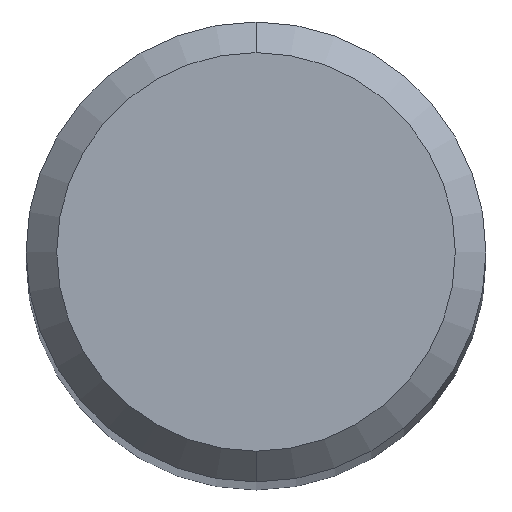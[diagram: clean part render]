
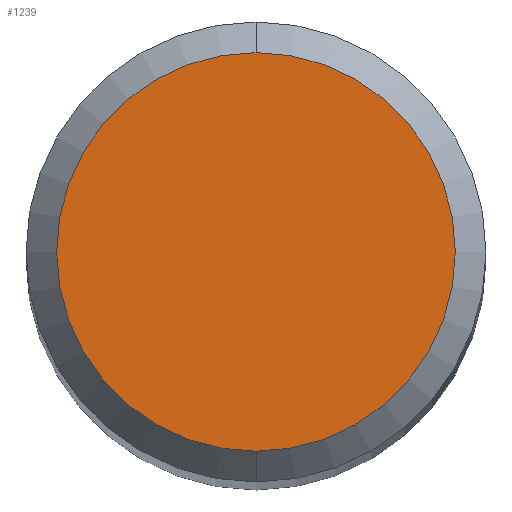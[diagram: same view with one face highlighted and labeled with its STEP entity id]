
A CAD part, top view. The second image highlights one B-rep face of the part: STEP entity #1239.
In plain terms, the highlighted planar face has unit normal (0, 0, 1).
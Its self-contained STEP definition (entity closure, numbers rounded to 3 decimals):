
#699=VERTEX_POINT('',#1632);
#821=VERTEX_POINT('',#1767);
#971=EDGE_CURVE('',#699,#821,#1933,.T.);
#1175=EDGE_CURVE('',#821,#699,#2153,.T.);
#1239=ADVANCED_FACE('',(#2222),#2223,.T.);
#1632=CARTESIAN_POINT('',(0.,-2.6,0.0));
#1767=CARTESIAN_POINT('',(0.0,2.6,0.0));
#1933=CIRCLE('',#6939,2.6);
#2153=CIRCLE('',#8622,2.6);
#2222=FACE_OUTER_BOUND('',#8969,.T.);
#2223=PLANE('',#8970);
#6939=AXIS2_PLACEMENT_3D('',#11323,#11324,#11325);
#8622=AXIS2_PLACEMENT_3D('',#11487,#11488,#11489);
#8969=EDGE_LOOP('',(#11542,#11543));
#8970=AXIS2_PLACEMENT_3D('',#11544,#11545,#11546);
#11323=CARTESIAN_POINT('',(0.0,0.0,0.0));
#11324=DIRECTION('',(0.0,0.0,-1.0));
#11325=DIRECTION('',(0.0,1.0,0.0));
#11487=CARTESIAN_POINT('',(0.0,0.0,0.0));
#11488=DIRECTION('',(0.0,0.0,-1.0));
#11489=DIRECTION('',(0.0,1.0,0.0));
#11542=ORIENTED_EDGE('',*,*,#1175,.F.);
#11543=ORIENTED_EDGE('',*,*,#971,.F.);
#11544=CARTESIAN_POINT('',(0.0,1.3,0.0));
#11545=DIRECTION('',(-0.0,0.0,1.0));
#11546=DIRECTION('',(0.0,-1.0,0.0));
